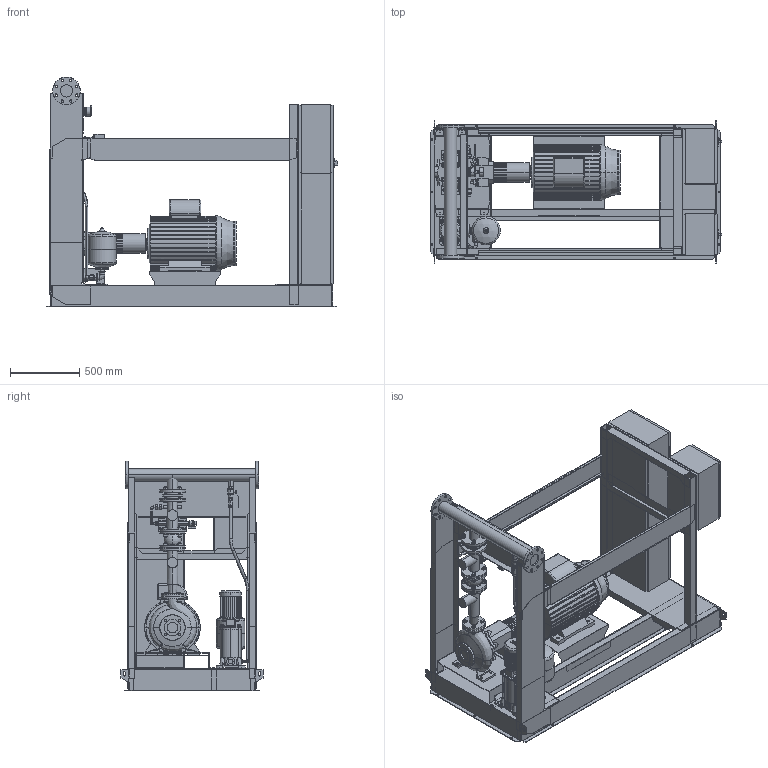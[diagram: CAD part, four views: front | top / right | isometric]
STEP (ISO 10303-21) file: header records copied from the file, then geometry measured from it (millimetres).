
FILE_DESCRIPTION((''),'2;1');
FILE_NAME('3d_Sifire-EN-50_250-243-30_1.1EJ-4183747.stp','2015-05-25T14:48:43',(''),(''),'Mechanical Desktop 2009','Mechanical Desktop 2009',', , ');
FILE_SCHEMA(('CONFIG_CONTROL_DESIGN'));
Length unit declared in the file: millimetre
Products named in the file (1): Product
Bounding box: 2105.5 x 1026 x 1661 mm (x, y, z)
Volume: 327774964.5 mm3; surface area: 24388846.2 mm2
Topology: 137 solids, 137 shells, 3574 faces, 8759 edges, 5589 vertices
Faces by surface type: plane 1411, bspline 1017, cylinder 754, cone 268, torus 94, sphere 30
Entity records: 116663 total; most frequent: CARTESIAN_POINT 36270, ORIENTED_EDGE 17466, DIRECTION 15299, EDGE_CURVE 8733, VERTEX_POINT 5588, AXIS2_PLACEMENT_3D 5130, VECTOR 5039, LINE 5039
